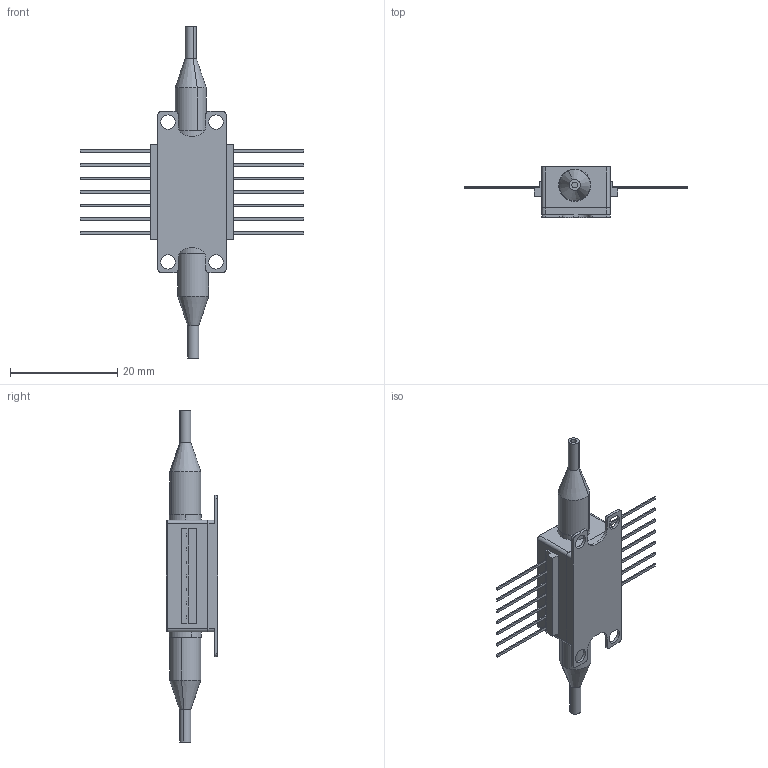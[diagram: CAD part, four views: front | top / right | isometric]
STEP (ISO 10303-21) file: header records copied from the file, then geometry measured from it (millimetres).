
FILE_DESCRIPTION (( 'STEP AP214' ), '1' );
FILE_NAME ('QTN043856-E0W.STEP', '2022-07-25T18:58:53', ( '' ), ( '' ), 'SwSTEP 2.0', 'SolidWorks 2018', '' );
FILE_SCHEMA (( 'AUTOMOTIVE_DESIGN' ));
Length unit declared in the file: millimetre
Products named in the file (1): QTN043856-E0W
Bounding box: 41.6 x 9.5 x 61.8 mm (x, y, z)
Volume: 1669.4 mm3; surface area: 4551.3 mm2
Topology: 27 solids, 27 shells, 695 faces, 1781 edges, 1178 vertices
Faces by surface type: plane 447, bspline 122, cylinder 102, cone 20, torus 4
Entity records: 32897 total; most frequent: CARTESIAN_POINT 8642, ORIENTED_EDGE 3562, DIRECTION 2913, EDGE_CURVE 1781, LINE 1301, VECTOR 1301, VERTEX_POINT 1178, AXIS2_PLACEMENT_3D 806
